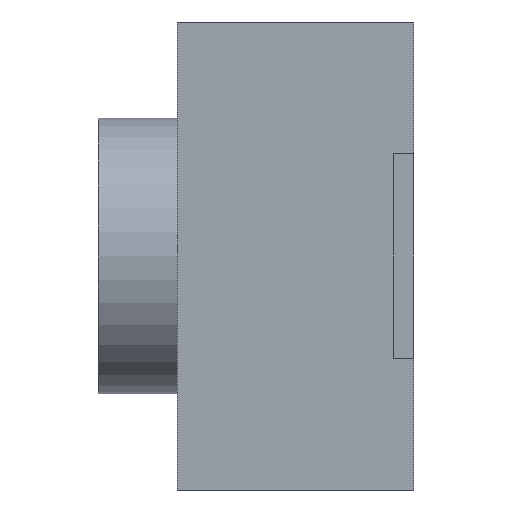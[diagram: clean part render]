
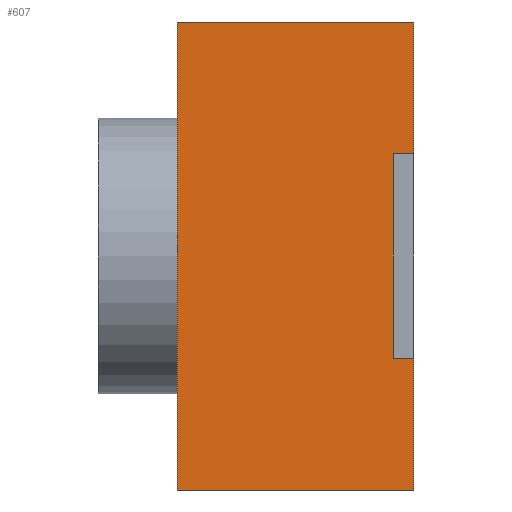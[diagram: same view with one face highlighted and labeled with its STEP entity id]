
A CAD part, left-side view. The second image highlights one B-rep face of the part: STEP entity #607.
In plain terms, the highlighted planar face has unit normal (-1, 0, 0).
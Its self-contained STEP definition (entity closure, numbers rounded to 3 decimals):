
#11 = LINE ( 'NONE', #395, #258 ) ;
#26 = ORIENTED_EDGE ( 'NONE', *, *, #169, .F. ) ;
#47 = CARTESIAN_POINT ( 'NONE',  ( -1.93, 1.5, 1.485 ) ) ;
#56 = VECTOR ( 'NONE', #342, 1000. ) ;
#74 = CARTESIAN_POINT ( 'NONE',  ( -1.93, 0., 1.485 ) ) ;
#100 = DIRECTION ( 'NONE',  ( 0., -1., 0. ) ) ;
#109 = CARTESIAN_POINT ( 'NONE',  ( -1.93, 1.5, 1.485 ) ) ;
#117 = ORIENTED_EDGE ( 'NONE', *, *, #538, .T. ) ;
#126 = CARTESIAN_POINT ( 'NONE',  ( -1.93, 1.5, 1.485 ) ) ;
#137 = CARTESIAN_POINT ( 'NONE',  ( -1.93, 0., -1.485 ) ) ;
#142 = AXIS2_PLACEMENT_3D ( 'NONE', #126, #172, #501 ) ;
#151 = VERTEX_POINT ( 'NONE', #531 ) ;
#169 = EDGE_CURVE ( 'NONE', #151, #410, #473, .T. ) ;
#172 = DIRECTION ( 'NONE',  ( 1., 0., 0. ) ) ;
#177 = FACE_OUTER_BOUND ( 'NONE', #322, .T. ) ;
#184 = VERTEX_POINT ( 'NONE', #383 ) ;
#258 = VECTOR ( 'NONE', #100, 1000. ) ;
#260 = EDGE_CURVE ( 'NONE', #184, #151, #396, .T. ) ;
#287 = CARTESIAN_POINT ( 'NONE',  ( -1.93, 0., 1.485 ) ) ;
#299 = VECTOR ( 'NONE', #601, 1000. ) ;
#322 = EDGE_LOOP ( 'NONE', ( #615, #26, #416, #117 ) ) ;
#335 = VECTOR ( 'NONE', #414, 1000. ) ;
#342 = DIRECTION ( 'NONE',  ( 0., -1., 0. ) ) ;
#383 = CARTESIAN_POINT ( 'NONE',  ( -1.93, 1.5, -1.485 ) ) ;
#395 = CARTESIAN_POINT ( 'NONE',  ( -1.93, 1.5, -1.485 ) ) ;
#396 = LINE ( 'NONE', #109, #299 ) ;
#410 = VERTEX_POINT ( 'NONE', #74 ) ;
#414 = DIRECTION ( 'NONE',  ( 0., 0., 1. ) ) ;
#416 = ORIENTED_EDGE ( 'NONE', *, *, #260, .F. ) ;
#473 = LINE ( 'NONE', #47, #56 ) ;
#501 = DIRECTION ( 'NONE',  ( 0., 0., -1. ) ) ;
#507 = LINE ( 'NONE', #287, #335 ) ;
#531 = CARTESIAN_POINT ( 'NONE',  ( -1.93, 1.5, 1.485 ) ) ;
#538 = EDGE_CURVE ( 'NONE', #184, #618, #11, .T. ) ;
#555 = EDGE_CURVE ( 'NONE', #618, #410, #507, .T. ) ;
#601 = DIRECTION ( 'NONE',  ( 0., 0., 1. ) ) ;
#607 = ADVANCED_FACE ( 'NONE', ( #177 ), #619, .F. ) ;
#615 = ORIENTED_EDGE ( 'NONE', *, *, #555, .T. ) ;
#618 = VERTEX_POINT ( 'NONE', #137 ) ;
#619 = PLANE ( 'NONE',  #142 ) ;
